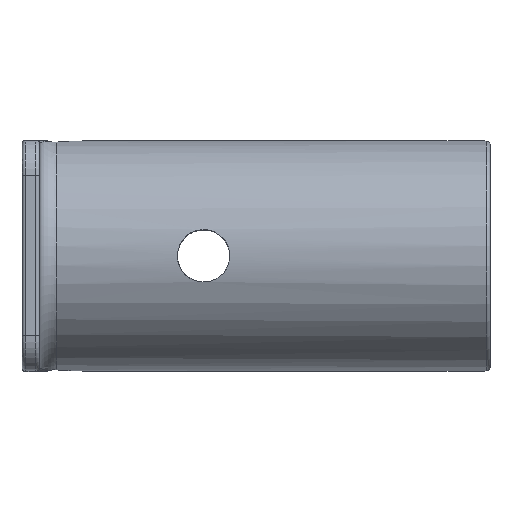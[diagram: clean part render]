
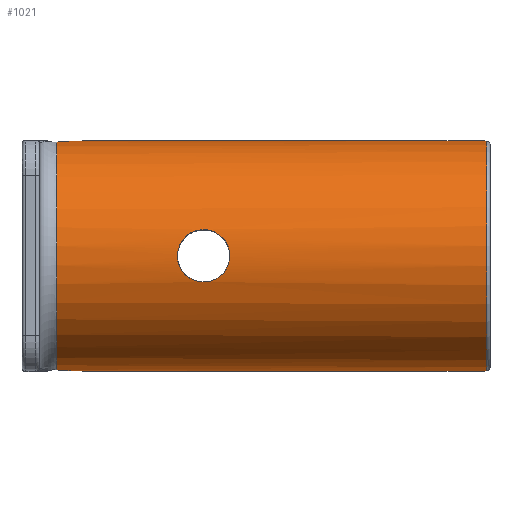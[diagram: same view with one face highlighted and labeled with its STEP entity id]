
A CAD part, top view. The second image highlights one B-rep face of the part: STEP entity #1021.
In plain terms, the highlighted cylindrical face has radius 16.5 mm (diameter 33 mm), a partial arc.
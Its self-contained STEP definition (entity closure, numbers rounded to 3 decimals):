
#113=CARTESIAN_POINT('',(5.,-16.31,2.498));
#114=VERTEX_POINT('',#113);
#167=CARTESIAN_POINT('',(10.,-16.468,1.031));
#168=VERTEX_POINT('',#167);
#176=CARTESIAN_POINT('',(10.0,-16.468,1.031));
#177=CARTESIAN_POINT('',(8.244,-16.468,1.031));
#178=CARTESIAN_POINT('',(6.489,-16.455,1.548));
#179=CARTESIAN_POINT('',(5.,-16.31,2.498));
#180=B_SPLINE_CURVE_WITH_KNOTS('',3,(#176,#177,#178,#179),.UNSPECIFIED.,.F.,.U.,(4,4),(0.0,0.527),.UNSPECIFIED.);
#181=EDGE_CURVE('',#168,#114,#180,.T.);
#193=CARTESIAN_POINT('',(66.0,-16.468,1.031));
#194=VERTEX_POINT('',#193);
#202=CARTESIAN_POINT('',(66.0,-16.468,1.031));
#203=DIRECTION('',(-1.0,0.0,0.0));
#204=VECTOR('',#203,56.0);
#205=LINE('',#202,#204);
#206=EDGE_CURVE('',#194,#168,#205,.T.);
#255=CARTESIAN_POINT('',(66.5,-16.427,1.547));
#256=VERTEX_POINT('',#255);
#264=CARTESIAN_POINT('',(66.5,-16.427,1.547));
#265=CARTESIAN_POINT('',(66.5,-16.438,1.431));
#266=CARTESIAN_POINT('',(66.409,-16.46,1.161));
#267=CARTESIAN_POINT('',(66.15,-16.468,1.031));
#268=CARTESIAN_POINT('',(66.0,-16.468,1.031));
#269=B_SPLINE_CURVE_WITH_KNOTS('',3,(#264,#265,#266,#267,#268),.UNSPECIFIED.,.F.,.U.,(4,1,4),(0.0,0.034,0.079),.UNSPECIFIED.);
#270=EDGE_CURVE('',#256,#194,#269,.T.);
#282=CARTESIAN_POINT('',(66.5,16.427,1.547));
#283=VERTEX_POINT('',#282);
#291=CARTESIAN_POINT('',(66.5,0.0,0.0));
#292=DIRECTION('',(1.0,0.0,0.0));
#293=DIRECTION('',(0.0,0.0,1.0));
#294=AXIS2_PLACEMENT_3D('',#291,#292,#293);
#295=CIRCLE('',#294,16.5);
#296=EDGE_CURVE('',#283,#256,#295,.T.);
#346=CARTESIAN_POINT('',(66.0,16.468,1.031));
#347=VERTEX_POINT('',#346);
#355=CARTESIAN_POINT('',(66.0,16.468,1.031));
#356=CARTESIAN_POINT('',(66.112,16.468,1.031));
#357=CARTESIAN_POINT('',(66.375,16.462,1.126));
#358=CARTESIAN_POINT('',(66.5,16.442,1.393));
#359=CARTESIAN_POINT('',(66.5,16.427,1.547));
#360=B_SPLINE_CURVE_WITH_KNOTS('',3,(#355,#356,#357,#358,#359),.UNSPECIFIED.,.F.,.U.,(4,1,4),(0.0,0.034,0.079),.UNSPECIFIED.);
#361=EDGE_CURVE('',#347,#283,#360,.T.);
#373=CARTESIAN_POINT('',(10.0,16.468,1.031));
#374=VERTEX_POINT('',#373);
#382=CARTESIAN_POINT('',(10.0,16.468,1.031));
#383=DIRECTION('',(1.0,0.0,0.0));
#384=VECTOR('',#383,56.0);
#385=LINE('',#382,#384);
#386=EDGE_CURVE('',#374,#347,#385,.T.);
#433=CARTESIAN_POINT('',(5.,16.31,2.498));
#434=VERTEX_POINT('',#433);
#442=CARTESIAN_POINT('',(5.,16.31,2.498));
#443=CARTESIAN_POINT('',(6.489,16.455,1.548));
#444=CARTESIAN_POINT('',(8.244,16.468,1.031));
#445=CARTESIAN_POINT('',(10.0,16.468,1.031));
#446=B_SPLINE_CURVE_WITH_KNOTS('',3,(#442,#443,#444,#445),.UNSPECIFIED.,.F.,.U.,(4,4),(0.0,0.527),.UNSPECIFIED.);
#447=EDGE_CURVE('',#434,#374,#446,.T.);
#959=CARTESIAN_POINT('',(0.0,0.0,0.0));
#960=DIRECTION('',(1.0,0.0,0.0));
#961=DIRECTION('',(0.0,-1.0,0.0));
#962=AXIS2_PLACEMENT_3D('',#959,#960,#961);
#963=CYLINDRICAL_SURFACE('',#962,16.5);
#964=ORIENTED_EDGE('',*,*,#181,.F.);
#965=ORIENTED_EDGE('',*,*,#206,.F.);
#966=ORIENTED_EDGE('',*,*,#270,.F.);
#967=ORIENTED_EDGE('',*,*,#296,.F.);
#968=ORIENTED_EDGE('',*,*,#361,.F.);
#969=ORIENTED_EDGE('',*,*,#386,.F.);
#970=ORIENTED_EDGE('',*,*,#447,.F.);
#971=CARTESIAN_POINT('',(5.0,0.0,0.0));
#972=DIRECTION('',(-1.0,0.0,0.0));
#973=DIRECTION('',(0.0,0.,1.0));
#974=AXIS2_PLACEMENT_3D('',#971,#972,#973);
#975=CIRCLE('',#974,16.5);
#976=EDGE_CURVE('',#114,#434,#975,.T.);
#977=ORIENTED_EDGE('',*,*,#976,.F.);
#978=EDGE_LOOP('',(#964,#965,#966,#967,#968,#969,#970,#977));
#979=FACE_OUTER_BOUND('',#978,.T.);
#980=CARTESIAN_POINT('',(26.,3.75,16.068));
#981=VERTEX_POINT('',#980);
#982=CARTESIAN_POINT('',(26.,3.75,16.068));
#983=CARTESIAN_POINT('',(26.473,3.75,16.068));
#984=CARTESIAN_POINT('',(26.976,3.655,16.091));
#985=CARTESIAN_POINT('',(27.899,3.272,16.174));
#986=CARTESIAN_POINT('',(28.32,2.984,16.231));
#987=CARTESIAN_POINT('',(28.984,2.32,16.34));
#988=CARTESIAN_POINT('',(29.272,1.899,16.397));
#989=CARTESIAN_POINT('',(29.655,0.976,16.478));
#990=CARTESIAN_POINT('',(29.75,0.473,16.5));
#991=CARTESIAN_POINT('',(29.75,-0.473,16.5));
#992=CARTESIAN_POINT('',(29.655,-0.976,16.478));
#993=CARTESIAN_POINT('',(29.272,-1.899,16.397));
#994=CARTESIAN_POINT('',(28.984,-2.32,16.34));
#995=CARTESIAN_POINT('',(28.32,-2.984,16.231));
#996=CARTESIAN_POINT('',(27.899,-3.272,16.174));
#997=CARTESIAN_POINT('',(26.976,-3.655,16.091));
#998=CARTESIAN_POINT('',(26.473,-3.75,16.068));
#999=CARTESIAN_POINT('',(25.527,-3.75,16.068));
#1000=CARTESIAN_POINT('',(25.024,-3.655,16.091));
#1001=CARTESIAN_POINT('',(24.101,-3.272,16.174));
#1002=CARTESIAN_POINT('',(23.68,-2.984,16.231));
#1003=CARTESIAN_POINT('',(23.016,-2.32,16.34));
#1004=CARTESIAN_POINT('',(22.728,-1.899,16.397));
#1005=CARTESIAN_POINT('',(22.345,-0.976,16.478));
#1006=CARTESIAN_POINT('',(22.25,-0.473,16.5));
#1007=CARTESIAN_POINT('',(22.25,0.473,16.5));
#1008=CARTESIAN_POINT('',(22.345,0.976,16.478));
#1009=CARTESIAN_POINT('',(22.728,1.899,16.397));
#1010=CARTESIAN_POINT('',(23.016,2.32,16.34));
#1011=CARTESIAN_POINT('',(23.68,2.984,16.231));
#1012=CARTESIAN_POINT('',(24.101,3.272,16.174));
#1013=CARTESIAN_POINT('',(25.024,3.655,16.091));
#1014=CARTESIAN_POINT('',(25.527,3.75,16.068));
#1015=CARTESIAN_POINT('',(26.0,3.75,16.068));
#1016=B_SPLINE_CURVE_WITH_KNOTS('',3,(#982,#983,#984,#985,#986,#987,#988,#989,#990,#991,#992,#993,#994,#995,#996,#997,#998,#999,#1000,#1001,#1002,#1003,#1004,#1005,#1006,#1007,#1008,#1009,#1010,#1011,#1012,#1013,#1014,#1015),.UNSPECIFIED.,.T.,.U.,(4,2,2,2,2,2,2,2,2,2,2,2,2,2,2,2,4),(0.0,0.142,0.284,0.425,0.567,0.709,0.851,0.993,1.134,1.276,1.418,1.56,1.702,1.843,1.985,2.127,2.269),.UNSPECIFIED.);
#1017=EDGE_CURVE('',#981,#981,#1016,.T.);
#1018=ORIENTED_EDGE('',*,*,#1017,.T.);
#1019=EDGE_LOOP('',(#1018));
#1020=FACE_BOUND('',#1019,.T.);
#1021=ADVANCED_FACE('',(#979,#1020),#963,.T.);
